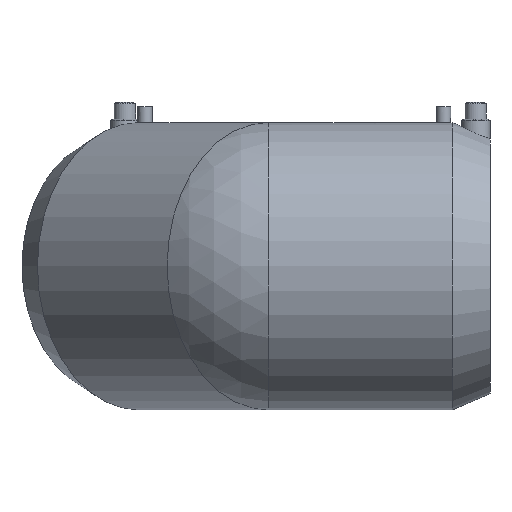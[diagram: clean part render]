
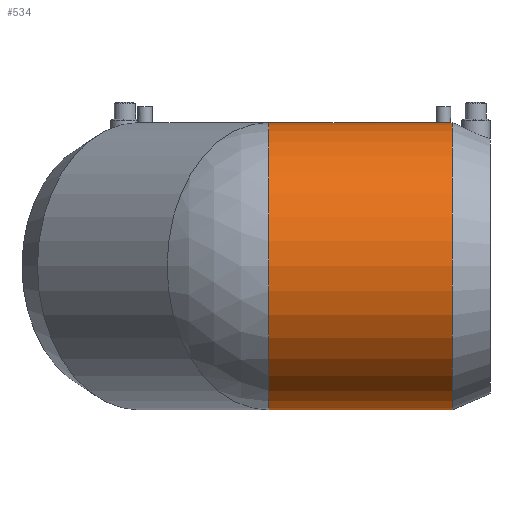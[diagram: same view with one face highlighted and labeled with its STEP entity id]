
A CAD part, left-side view. The second image highlights one B-rep face of the part: STEP entity #534.
In plain terms, the highlighted cylindrical face has radius 80.5 mm (diameter 161 mm), a full revolution.
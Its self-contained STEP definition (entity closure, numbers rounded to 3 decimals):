
#25=B_SPLINE_CURVE_WITH_KNOTS('',3,(#886,#887,#888,#889,#890,#891,#892,
#893,#894,#895,#896,#897,#898,#899,#900,#901,#902,#903,#904,#905,#906,#907,
#908,#909,#910,#911,#912,#913,#914,#915,#916,#917,#918,#919),
 .UNSPECIFIED.,.T.,.F.,(4,2,2,2,2,2,2,2,2,2,2,2,2,2,2,2,4),(0.,0.151,
0.301,0.452,0.603,0.754,
0.904,1.055,1.206,1.356,1.507,
1.658,1.808,1.959,2.11,2.261,
2.411),.UNSPECIFIED.);
#34=ELLIPSE('',#617,87.133,80.5);
#35=ELLIPSE('',#619,87.133,80.5);
#59=LINE('',#1095,#83);
#83=VECTOR('',#804,80.5);
#99=CYLINDRICAL_SURFACE('',#625,80.5);
#109=FACE_BOUND('',#195,.T.);
#147=FACE_OUTER_BOUND('',#194,.T.);
#194=EDGE_LOOP('',(#476,#477,#478,#479,#480,#481));
#195=EDGE_LOOP('',(#482));
#226=CIRCLE('',#612,80.5);
#232=CIRCLE('',#624,80.5);
#246=VERTEX_POINT('',#884);
#269=VERTEX_POINT('',#1071);
#272=VERTEX_POINT('',#1080);
#273=VERTEX_POINT('',#1082);
#274=VERTEX_POINT('',#1084);
#296=EDGE_CURVE('',#246,#246,#25,.T.);
#333=EDGE_CURVE('',#269,#269,#226,.T.);
#339=EDGE_CURVE('',#273,#272,#34,.T.);
#341=EDGE_CURVE('',#272,#274,#35,.T.);
#344=EDGE_CURVE('',#273,#274,#232,.T.);
#345=EDGE_CURVE('',#272,#269,#59,.T.);
#476=ORIENTED_EDGE('',*,*,#339,.T.);
#477=ORIENTED_EDGE('',*,*,#345,.T.);
#478=ORIENTED_EDGE('',*,*,#333,.T.);
#479=ORIENTED_EDGE('',*,*,#345,.F.);
#480=ORIENTED_EDGE('',*,*,#341,.T.);
#481=ORIENTED_EDGE('',*,*,#344,.F.);
#482=ORIENTED_EDGE('',*,*,#296,.T.);
#534=ADVANCED_FACE('',(#147,#109),#99,.T.);
#612=AXIS2_PLACEMENT_3D('',#1072,#773,#774);
#617=AXIS2_PLACEMENT_3D('',#1083,#785,#786);
#619=AXIS2_PLACEMENT_3D('',#1086,#789,#790);
#624=AXIS2_PLACEMENT_3D('',#1093,#800,#801);
#625=AXIS2_PLACEMENT_3D('',#1094,#802,#803);
#773=DIRECTION('center_axis',(0.,1.,0.));
#774=DIRECTION('ref_axis',(1.,0.,0.));
#785=DIRECTION('center_axis',(-0.383,-0.924,0.));
#786=DIRECTION('ref_axis',(-0.924,0.383,0.));
#789=DIRECTION('center_axis',(-0.383,-0.924,0.));
#790=DIRECTION('ref_axis',(-0.924,0.383,0.));
#800=DIRECTION('center_axis',(0.,1.,0.));
#801=DIRECTION('ref_axis',(1.,0.,0.));
#802=DIRECTION('center_axis',(0.,1.,0.));
#803=DIRECTION('ref_axis',(-1.,0.,0.));
#804=DIRECTION('',(0.,-1.,0.));
#884=CARTESIAN_POINT('',(4.,-59.,80.401));
#886=CARTESIAN_POINT('Ctrl Pts',(4.,-59.,80.401));
#887=CARTESIAN_POINT('Ctrl Pts',(4.,-59.502,80.401));
#888=CARTESIAN_POINT('Ctrl Pts',(3.9,-60.038,80.406));
#889=CARTESIAN_POINT('Ctrl Pts',(3.491,-61.024,80.425));
#890=CARTESIAN_POINT('Ctrl Pts',(3.184,-61.473,80.438));
#891=CARTESIAN_POINT('Ctrl Pts',(2.473,-62.184,80.463));
#892=CARTESIAN_POINT('Ctrl Pts',(2.024,-62.491,80.476));
#893=CARTESIAN_POINT('Ctrl Pts',(1.038,-62.9,80.495));
#894=CARTESIAN_POINT('Ctrl Pts',(0.502,-63.,80.5));
#895=CARTESIAN_POINT('Ctrl Pts',(-0.502,-63.,80.5));
#896=CARTESIAN_POINT('Ctrl Pts',(-1.038,-62.9,80.495));
#897=CARTESIAN_POINT('Ctrl Pts',(-2.024,-62.491,80.476));
#898=CARTESIAN_POINT('Ctrl Pts',(-2.473,-62.184,80.463));
#899=CARTESIAN_POINT('Ctrl Pts',(-3.184,-61.473,80.438));
#900=CARTESIAN_POINT('Ctrl Pts',(-3.491,-61.024,80.425));
#901=CARTESIAN_POINT('Ctrl Pts',(-3.9,-60.038,80.406));
#902=CARTESIAN_POINT('Ctrl Pts',(-4.,-59.502,80.401));
#903=CARTESIAN_POINT('Ctrl Pts',(-4.,-58.498,80.401));
#904=CARTESIAN_POINT('Ctrl Pts',(-3.9,-57.962,80.406));
#905=CARTESIAN_POINT('Ctrl Pts',(-3.491,-56.976,80.425));
#906=CARTESIAN_POINT('Ctrl Pts',(-3.184,-56.527,80.438));
#907=CARTESIAN_POINT('Ctrl Pts',(-2.473,-55.816,80.463));
#908=CARTESIAN_POINT('Ctrl Pts',(-2.024,-55.509,80.476));
#909=CARTESIAN_POINT('Ctrl Pts',(-1.038,-55.1,80.495));
#910=CARTESIAN_POINT('Ctrl Pts',(-0.502,-55.,80.5));
#911=CARTESIAN_POINT('Ctrl Pts',(0.502,-55.,80.5));
#912=CARTESIAN_POINT('Ctrl Pts',(1.038,-55.1,80.495));
#913=CARTESIAN_POINT('Ctrl Pts',(2.024,-55.509,80.476));
#914=CARTESIAN_POINT('Ctrl Pts',(2.473,-55.816,80.463));
#915=CARTESIAN_POINT('Ctrl Pts',(3.184,-56.527,80.438));
#916=CARTESIAN_POINT('Ctrl Pts',(3.491,-56.976,80.425));
#917=CARTESIAN_POINT('Ctrl Pts',(3.9,-57.962,80.406));
#918=CARTESIAN_POINT('Ctrl Pts',(4.,-58.498,80.401));
#919=CARTESIAN_POINT('Ctrl Pts',(4.,-59.,80.401));
#1071=CARTESIAN_POINT('',(80.5,-63.75,0.));
#1072=CARTESIAN_POINT('Origin',(0.,-63.75,0.));
#1080=CARTESIAN_POINT('',(80.5,5.656,0.));
#1082=CARTESIAN_POINT('',(0.,39.,-80.5));
#1083=CARTESIAN_POINT('Origin',(0.,39.,0.));
#1084=CARTESIAN_POINT('',(0.,39.,80.5));
#1086=CARTESIAN_POINT('Origin',(0.,39.,0.));
#1093=CARTESIAN_POINT('Origin',(0.,39.,0.));
#1094=CARTESIAN_POINT('Origin',(0.,-12.375,0.));
#1095=CARTESIAN_POINT('',(80.5,-12.375,0.));
